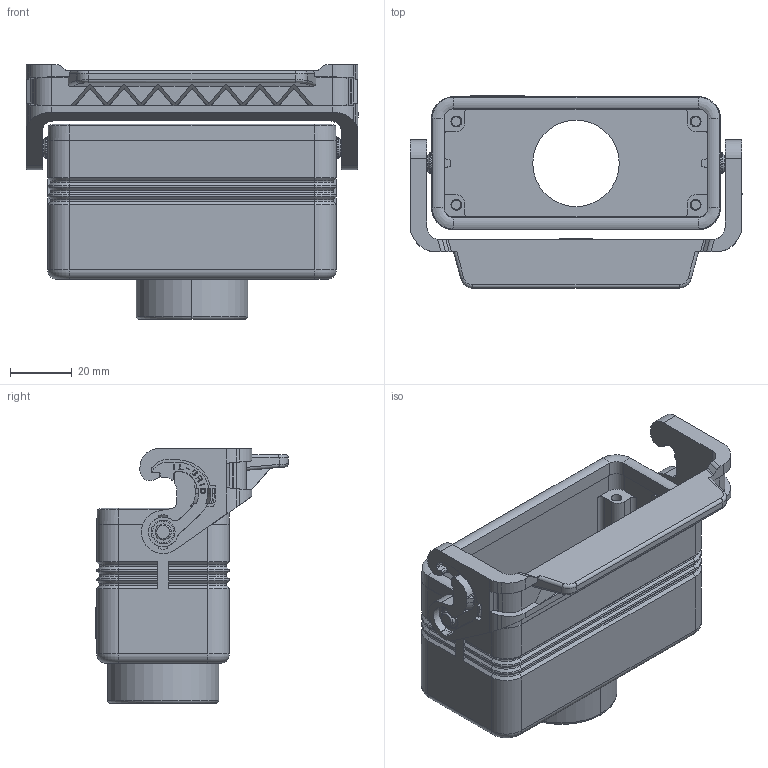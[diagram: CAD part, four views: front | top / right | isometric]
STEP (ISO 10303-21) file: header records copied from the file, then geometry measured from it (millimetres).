
FILE_DESCRIPTION(('Creo Elements/Direct Modeling STEP Export'),'2;1');
FILE_NAME('37jbk2e5ph5jjbm3060','2023-03-02T11:14:26',(''),(''),'Creo Elements/Direct Modeling STEP processor for AP214 (Solid Model)','Creo Elements/Direct Modeling 20.1B 02-Apr-2019 (C) Parametric Technology GmbH','');
FILE_SCHEMA(('AUTOMOTIVE_DESIGN { 1 0 10303 214 1 1 1 1 }'));
Length unit declared in the file: millimetre
Products named in the file (2): MLV 16 LG32
Assembly tree (1 placements, depth 2):
  MLV 16 LG32
    MLV 16 LG32
Bounding box: 107.5 x 62.3 x 82.5 mm (x, y, z)
Volume: 76844.1 mm3; surface area: 48213.5 mm2
Topology: 1 solids, 1 shells, 1159 faces, 3040 edges, 1939 vertices
Faces by surface type: plane 685, cylinder 314, cone 78, torus 72, bspline 10
Entity records: 46002 total; most frequent: CARTESIAN_POINT 8409, ORIENTED_EDGE 6080, DIRECTION 5692, EDGE_CURVE 3040, VECTOR 2112, LINE 2112, VERTEX_POINT 1939, AXIS2_PLACEMENT_3D 1790
